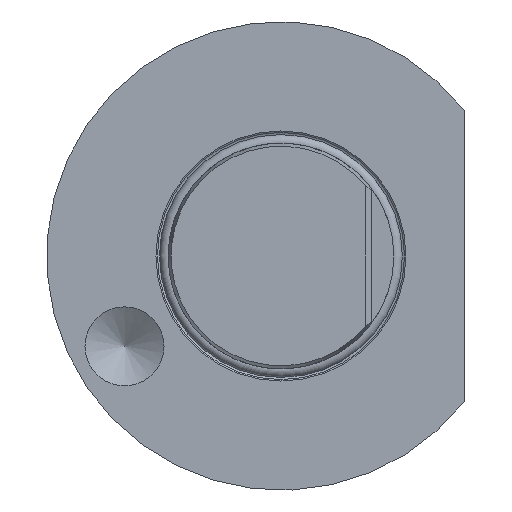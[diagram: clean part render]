
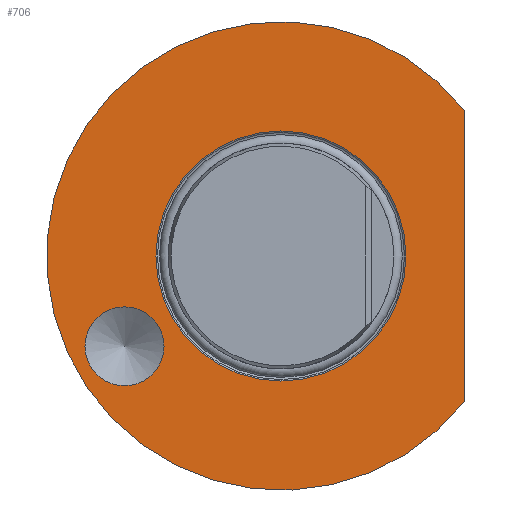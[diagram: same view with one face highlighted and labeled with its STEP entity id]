
A CAD part, front view. The second image highlights one B-rep face of the part: STEP entity #706.
In plain terms, the highlighted planar face has unit normal (0, -1, 0).
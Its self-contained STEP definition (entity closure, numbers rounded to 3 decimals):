
#93 = CARTESIAN_POINT ( 'NONE',  ( 0., 0., 0. ) ) ;
#134 = EDGE_LOOP ( 'NONE', ( #6197 ) ) ;
#243 = VERTEX_POINT ( 'NONE', #4777 ) ;
#504 = AXIS2_PLACEMENT_3D ( 'NONE', #3043, #7392, #3662 ) ;
#698 = DIRECTION ( 'NONE',  ( -1., 0., 0. ) ) ;
#706 = ADVANCED_FACE ( 'NONE', ( #8104, #1658, #6376 ), #4248, .T. ) ;
#726 = VERTEX_POINT ( 'NONE', #7897 ) ;
#772 = CIRCLE ( 'NONE', #6524, 41.5 ) ;
#899 = CARTESIAN_POINT ( 'NONE',  ( -27.713, 0., -16. ) ) ;
#1079 = EDGE_LOOP ( 'NONE', ( #2594, #3537 ) ) ;
#1238 = DIRECTION ( 'NONE',  ( 0., -1., 0. ) ) ;
#1316 = EDGE_CURVE ( 'NONE', #726, #726, #1326, .T. ) ;
#1326 = CIRCLE ( 'NONE', #6267, 7. ) ;
#1492 = EDGE_CURVE ( 'NONE', #3650, #8048, #1730, .T. ) ;
#1658 = FACE_BOUND ( 'NONE', #2116, .T. ) ;
#1730 = LINE ( 'NONE', #3204, #3375 ) ;
#2116 = EDGE_LOOP ( 'NONE', ( #5232 ) ) ;
#2302 = DIRECTION ( 'NONE',  ( 0., 1., 0. ) ) ;
#2594 = ORIENTED_EDGE ( 'NONE', *, *, #1492, .F. ) ;
#2873 = CARTESIAN_POINT ( 'NONE',  ( 32.5, 0., -25.807 ) ) ;
#2915 = CIRCLE ( 'NONE', #6637, 22.15 ) ;
#3043 = CARTESIAN_POINT ( 'NONE',  ( -22.15, 0., 0. ) ) ;
#3204 = CARTESIAN_POINT ( 'NONE',  ( 32.5, 0., 0. ) ) ;
#3375 = VECTOR ( 'NONE', #7823, 1000. ) ;
#3537 = ORIENTED_EDGE ( 'NONE', *, *, #4347, .F. ) ;
#3650 = VERTEX_POINT ( 'NONE', #5697 ) ;
#3662 = DIRECTION ( 'NONE',  ( 1., 0., 0. ) ) ;
#4248 = PLANE ( 'NONE',  #504 ) ;
#4347 = EDGE_CURVE ( 'NONE', #8048, #3650, #772, .T. ) ;
#4420 = DIRECTION ( 'NONE',  ( 0., 1., 0. ) ) ;
#4584 = EDGE_CURVE ( 'NONE', #243, #243, #2915, .T. ) ;
#4777 = CARTESIAN_POINT ( 'NONE',  ( -22.15, 0., 0. ) ) ;
#5232 = ORIENTED_EDGE ( 'NONE', *, *, #1316, .F. ) ;
#5329 = DIRECTION ( 'NONE',  ( 0., 0., -1. ) ) ;
#5697 = CARTESIAN_POINT ( 'NONE',  ( 32.5, 0., 25.807 ) ) ;
#5962 = CARTESIAN_POINT ( 'NONE',  ( 0., 0., 0. ) ) ;
#6197 = ORIENTED_EDGE ( 'NONE', *, *, #4584, .T. ) ;
#6267 = AXIS2_PLACEMENT_3D ( 'NONE', #899, #1238, #5329 ) ;
#6376 = FACE_BOUND ( 'NONE', #134, .T. ) ;
#6524 = AXIS2_PLACEMENT_3D ( 'NONE', #5962, #2302, #6611 ) ;
#6611 = DIRECTION ( 'NONE',  ( -1., 0., 0. ) ) ;
#6637 = AXIS2_PLACEMENT_3D ( 'NONE', #93, #4420, #698 ) ;
#7392 = DIRECTION ( 'NONE',  ( 0., -1., 0. ) ) ;
#7823 = DIRECTION ( 'NONE',  ( 0., 0., -1. ) ) ;
#7897 = CARTESIAN_POINT ( 'NONE',  ( -27.713, 0., -23. ) ) ;
#8048 = VERTEX_POINT ( 'NONE', #2873 ) ;
#8104 = FACE_OUTER_BOUND ( 'NONE', #1079, .T. ) ;
